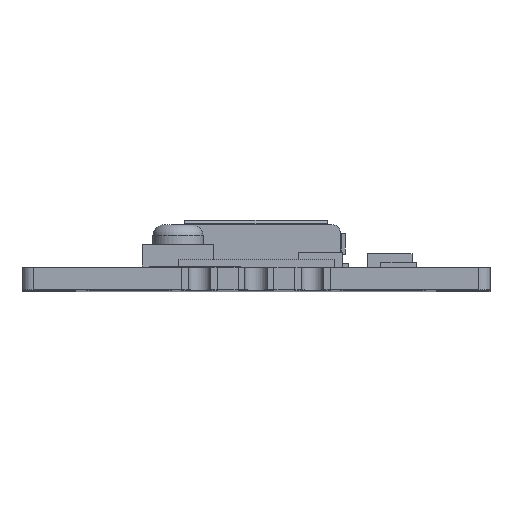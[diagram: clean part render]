
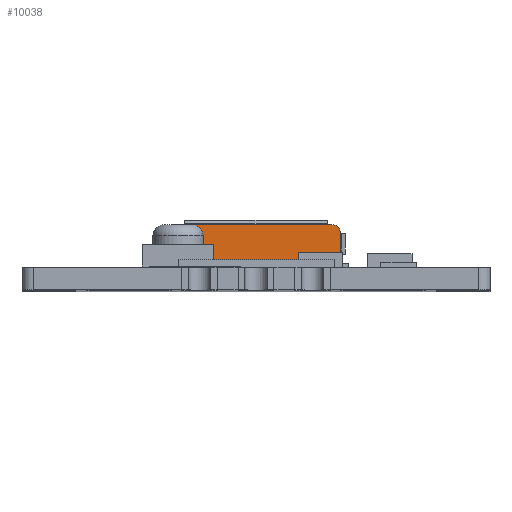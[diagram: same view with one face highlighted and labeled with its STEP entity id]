
A CAD part, top view. The second image highlights one B-rep face of the part: STEP entity #10038.
In plain terms, the highlighted face is planar.
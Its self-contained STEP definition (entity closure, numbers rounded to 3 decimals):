
#513=PLANE('',#11044);
#964=FACE_OUTER_BOUND('',#1537,.T.);
#1537=EDGE_LOOP('',(#8613,#8614,#8615,#8616,#8617,#8618,#8619,#8620,#8621,
#8622,#8623,#8624));
#2331=LINE('',#16590,#3276);
#2336=LINE('',#16604,#3281);
#2340=LINE('',#16616,#3285);
#2344=LINE('',#16628,#3289);
#2348=LINE('',#16640,#3293);
#2352=LINE('',#16652,#3297);
#3276=VECTOR('',#13290,1000.);
#3281=VECTOR('',#13303,1000.);
#3285=VECTOR('',#13315,1000.);
#3289=VECTOR('',#13327,1000.);
#3293=VECTOR('',#13339,1000.);
#3297=VECTOR('',#13351,1000.);
#3934=CIRCLE('',#11022,0.4);
#3936=CIRCLE('',#11026,0.4);
#3938=CIRCLE('',#11030,0.4);
#3940=CIRCLE('',#11034,0.4);
#3942=CIRCLE('',#11038,0.4);
#3944=CIRCLE('',#11042,0.4);
#4756=VERTEX_POINT('',#16588);
#4757=VERTEX_POINT('',#16589);
#4760=VERTEX_POINT('',#16597);
#4762=VERTEX_POINT('',#16603);
#4764=VERTEX_POINT('',#16609);
#4766=VERTEX_POINT('',#16615);
#4768=VERTEX_POINT('',#16621);
#4770=VERTEX_POINT('',#16627);
#4772=VERTEX_POINT('',#16633);
#4774=VERTEX_POINT('',#16639);
#4776=VERTEX_POINT('',#16645);
#4778=VERTEX_POINT('',#16651);
#6063=EDGE_CURVE('',#4756,#4757,#2331,.T.);
#6067=EDGE_CURVE('',#4760,#4756,#3934,.T.);
#6070=EDGE_CURVE('',#4762,#4760,#2336,.T.);
#6073=EDGE_CURVE('',#4764,#4762,#3936,.T.);
#6076=EDGE_CURVE('',#4766,#4764,#2340,.T.);
#6079=EDGE_CURVE('',#4768,#4766,#3938,.T.);
#6082=EDGE_CURVE('',#4770,#4768,#2344,.T.);
#6085=EDGE_CURVE('',#4772,#4770,#3940,.T.);
#6088=EDGE_CURVE('',#4774,#4772,#2348,.T.);
#6091=EDGE_CURVE('',#4776,#4774,#3942,.T.);
#6094=EDGE_CURVE('',#4778,#4776,#2352,.T.);
#6097=EDGE_CURVE('',#4757,#4778,#3944,.T.);
#8613=ORIENTED_EDGE('',*,*,#6097,.F.);
#8614=ORIENTED_EDGE('',*,*,#6063,.F.);
#8615=ORIENTED_EDGE('',*,*,#6067,.F.);
#8616=ORIENTED_EDGE('',*,*,#6070,.F.);
#8617=ORIENTED_EDGE('',*,*,#6073,.F.);
#8618=ORIENTED_EDGE('',*,*,#6076,.F.);
#8619=ORIENTED_EDGE('',*,*,#6079,.F.);
#8620=ORIENTED_EDGE('',*,*,#6082,.F.);
#8621=ORIENTED_EDGE('',*,*,#6085,.F.);
#8622=ORIENTED_EDGE('',*,*,#6088,.F.);
#8623=ORIENTED_EDGE('',*,*,#6091,.F.);
#8624=ORIENTED_EDGE('',*,*,#6094,.F.);
#10038=ADVANCED_FACE('',(#964),#513,.F.);
#11022=AXIS2_PLACEMENT_3D('',#16598,#13296,#13297);
#11026=AXIS2_PLACEMENT_3D('',#16610,#13308,#13309);
#11030=AXIS2_PLACEMENT_3D('',#16622,#13320,#13321);
#11034=AXIS2_PLACEMENT_3D('',#16634,#13332,#13333);
#11038=AXIS2_PLACEMENT_3D('',#16646,#13344,#13345);
#11042=AXIS2_PLACEMENT_3D('',#16657,#13356,#13357);
#11044=AXIS2_PLACEMENT_3D('',#16659,#13360,#13361);
#13290=DIRECTION('',(0.665,-0.747,0.));
#13296=DIRECTION('center_axis',(0.,0.,1.));
#13297=DIRECTION('ref_axis',(1.,0.,0.));
#13303=DIRECTION('',(0.,-1.,0.));
#13308=DIRECTION('center_axis',(0.,0.,1.));
#13309=DIRECTION('ref_axis',(-1.,0.,0.));
#13315=DIRECTION('',(-1.,0.,0.));
#13320=DIRECTION('center_axis',(0.,0.,1.));
#13321=DIRECTION('ref_axis',(1.,0.,0.));
#13327=DIRECTION('',(0.,1.,0.));
#13332=DIRECTION('center_axis',(0.,0.,1.));
#13333=DIRECTION('ref_axis',(-1.,0.,0.));
#13339=DIRECTION('',(0.665,0.747,0.));
#13344=DIRECTION('center_axis',(0.,0.,1.));
#13345=DIRECTION('ref_axis',(-1.,0.,0.));
#13351=DIRECTION('',(1.,0.,0.));
#13356=DIRECTION('center_axis',(0.,0.,1.));
#13357=DIRECTION('ref_axis',(1.,0.,0.));
#13360=DIRECTION('center_axis',(0.,0.,1.));
#13361=DIRECTION('ref_axis',(1.,0.,0.));
#16588=CARTESIAN_POINT('',(6.811,-0.234,-28.));
#16589=CARTESIAN_POINT('',(7.606,-1.126,-28.));
#16590=CARTESIAN_POINT('',(6.811,-0.234,-28.));
#16597=CARTESIAN_POINT('',(6.71,0.032,-28.));
#16598=CARTESIAN_POINT('Origin',(7.11,0.032,-28.));
#16603=CARTESIAN_POINT('',(6.71,0.86,-28.));
#16604=CARTESIAN_POINT('',(6.71,0.86,-28.));
#16609=CARTESIAN_POINT('',(7.11,1.26,-28.));
#16610=CARTESIAN_POINT('Origin',(7.11,0.86,-28.));
#16615=CARTESIAN_POINT('',(13.89,1.26,-28.));
#16616=CARTESIAN_POINT('',(7.11,1.26,-28.));
#16621=CARTESIAN_POINT('',(14.29,0.86,-28.));
#16622=CARTESIAN_POINT('Origin',(13.89,0.86,-28.));
#16627=CARTESIAN_POINT('',(14.29,0.032,-28.));
#16628=CARTESIAN_POINT('',(14.29,0.86,-28.));
#16633=CARTESIAN_POINT('',(14.189,-0.234,-28.));
#16634=CARTESIAN_POINT('Origin',(13.89,0.032,-28.));
#16639=CARTESIAN_POINT('',(13.394,-1.126,-28.));
#16640=CARTESIAN_POINT('',(14.189,-0.234,-28.));
#16645=CARTESIAN_POINT('',(13.096,-1.26,-28.));
#16646=CARTESIAN_POINT('Origin',(13.096,-0.86,-28.));
#16651=CARTESIAN_POINT('',(7.904,-1.26,-28.));
#16652=CARTESIAN_POINT('',(7.904,-1.26,-28.));
#16657=CARTESIAN_POINT('Origin',(7.904,-0.86,-28.));
#16659=CARTESIAN_POINT('Origin',(7.904,-0.86,-28.));
